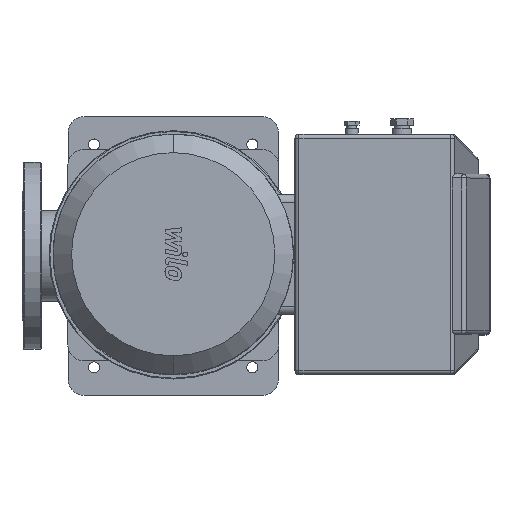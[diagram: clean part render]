
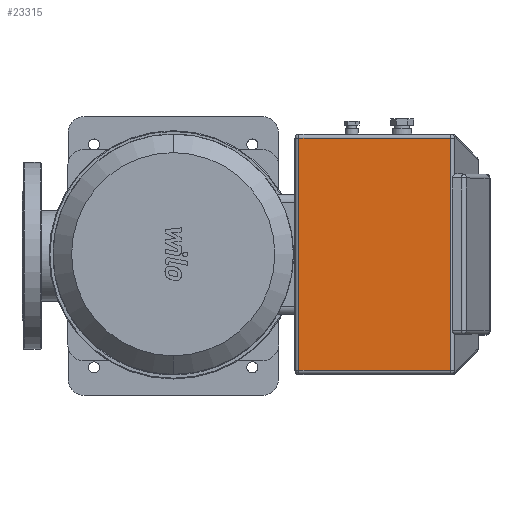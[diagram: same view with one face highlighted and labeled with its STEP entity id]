
A CAD part, top view. The second image highlights one B-rep face of the part: STEP entity #23315.
In plain terms, the highlighted planar face has unit normal (0, 0, 1).
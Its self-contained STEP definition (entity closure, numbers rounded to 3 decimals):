
#22223=CARTESIAN_POINT('',(158.,146.0,1308.0));
#22224=VERTEX_POINT('',#22223);
#22293=CARTESIAN_POINT('',(158.,-146.0,1308.0));
#22294=VERTEX_POINT('',#22293);
#22440=CARTESIAN_POINT('',(158.,-146.0,1308.0));
#22441=DIRECTION('',(0.0,1.0,0.0));
#22442=VECTOR('',#22441,292.0);
#22443=LINE('',#22440,#22442);
#22444=EDGE_CURVE('',#22294,#22224,#22443,.T.);
#22463=CARTESIAN_POINT('',(348.605,-146.,1308.0));
#22464=VERTEX_POINT('',#22463);
#22472=CARTESIAN_POINT('',(348.605,-146.,1308.0));
#22473=DIRECTION('',(-1.0,0.0,0.0));
#22474=VECTOR('',#22473,190.605);
#22475=LINE('',#22472,#22474);
#22476=EDGE_CURVE('',#22464,#22294,#22475,.T.);
#22545=CARTESIAN_POINT('',(348.605,146.,1308.0));
#22546=VERTEX_POINT('',#22545);
#22563=CARTESIAN_POINT('',(158.,146.0,1308.0));
#22564=DIRECTION('',(1.0,0.0,0.0));
#22565=VECTOR('',#22564,190.605);
#22566=LINE('',#22563,#22565);
#22567=EDGE_CURVE('',#22224,#22546,#22566,.T.);
#23153=CARTESIAN_POINT('',(348.605,146.,1308.0));
#23154=DIRECTION('',(0.0,-1.0,0.0));
#23155=VECTOR('',#23154,292.0);
#23156=LINE('',#23153,#23155);
#23157=EDGE_CURVE('',#22546,#22464,#23156,.T.);
#23304=CARTESIAN_POINT('',(274.258,0.,1308.0));
#23305=DIRECTION('',(0.0,0.0,1.0));
#23306=DIRECTION('',(1.0,0.0,0.0));
#23307=AXIS2_PLACEMENT_3D('',#23304,#23305,#23306);
#23308=PLANE('',#23307);
#23309=ORIENTED_EDGE('',*,*,#22476,.F.);
#23310=ORIENTED_EDGE('',*,*,#23157,.F.);
#23311=ORIENTED_EDGE('',*,*,#22567,.F.);
#23312=ORIENTED_EDGE('',*,*,#22444,.F.);
#23313=EDGE_LOOP('',(#23309,#23310,#23311,#23312));
#23314=FACE_OUTER_BOUND('',#23313,.T.);
#23315=ADVANCED_FACE('',(#23314),#23308,.T.);
